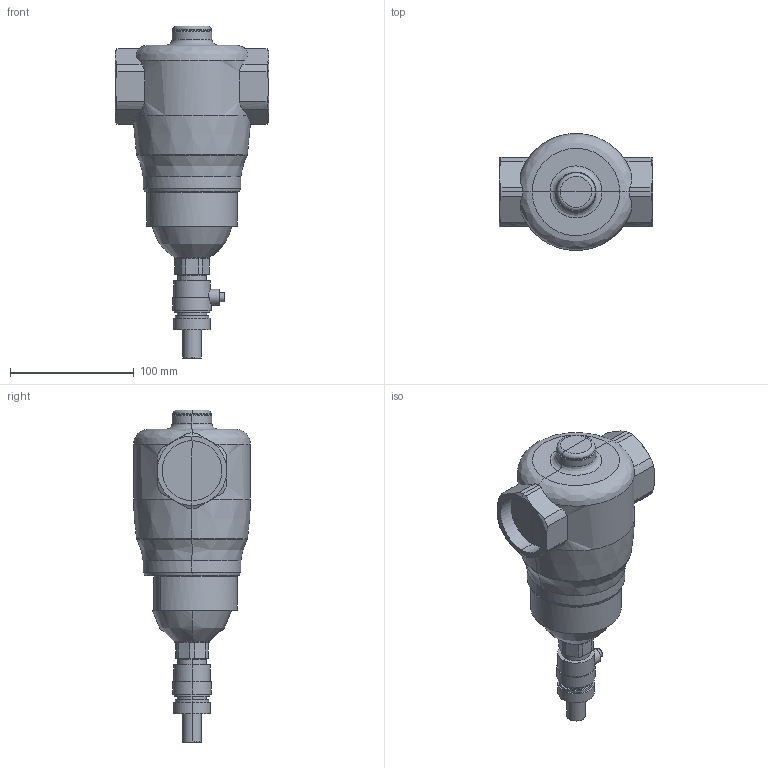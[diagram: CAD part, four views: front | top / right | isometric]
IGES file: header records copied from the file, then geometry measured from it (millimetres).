
Global section: file name: 546308 (IGS); native system: Autodesk Inventor 2017; preprocessor: unknown; author: ufftec; date: 20180712.100232; units: millimetre
Bounding box: 124 x 94.38 x 268 mm (x, y, z)
Volume: 1032549.6 mm3; surface area: 93790.9 mm2
Topology: 4 solids, 4 shells, 160 faces, 369 edges, 218 vertices
Faces by surface type: bspline 160
